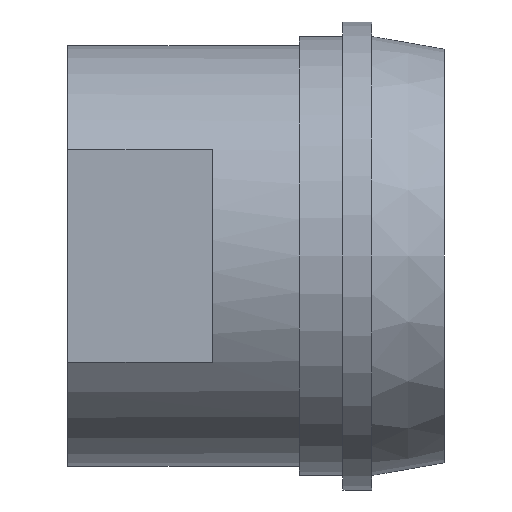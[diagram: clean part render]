
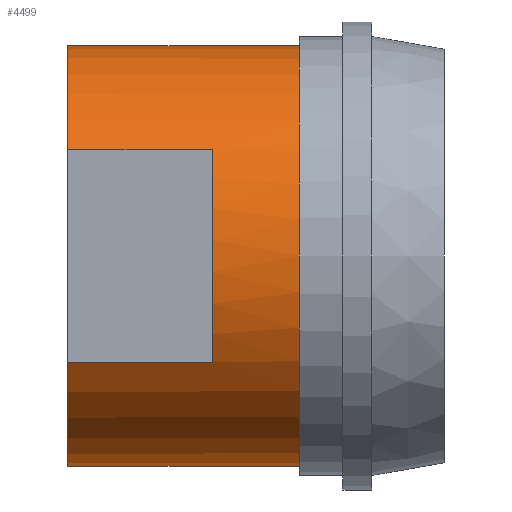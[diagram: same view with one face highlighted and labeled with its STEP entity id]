
A CAD part, front view. The second image highlights one B-rep face of the part: STEP entity #4499.
In plain terms, the highlighted cylindrical face has radius 14.5 mm (diameter 29 mm), a partial arc.
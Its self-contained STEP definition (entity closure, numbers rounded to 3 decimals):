
#129 = AXIS2_PLACEMENT_3D ( 'NONE', #1219, #3021, #2664 ) ;
#377 = LINE ( 'NONE', #1820, #1766 ) ;
#413 = DIRECTION ( 'NONE',  ( 0., 0., 1. ) ) ;
#445 = CARTESIAN_POINT ( 'NONE',  ( -45.952, 0., 0. ) ) ;
#479 = CARTESIAN_POINT ( 'NONE',  ( -45.952, -12.5, -7.348 ) ) ;
#499 = CARTESIAN_POINT ( 'NONE',  ( -45.952, -12.5, 7.348 ) ) ;
#503 = LINE ( 'NONE', #479, #4594 ) ;
#585 = CARTESIAN_POINT ( 'NONE',  ( -16., -12.5, 7.348 ) ) ;
#657 = EDGE_CURVE ( 'NONE', #3533, #1649, #1879, .T. ) ;
#739 = DIRECTION ( 'NONE',  ( -1., 0., 0. ) ) ;
#786 = DIRECTION ( 'NONE',  ( -1., 0., 0. ) ) ;
#1021 = CARTESIAN_POINT ( 'NONE',  ( -26., 0., 14.5 ) ) ;
#1088 = DIRECTION ( 'NONE',  ( -1., 0., 0. ) ) ;
#1124 = AXIS2_PLACEMENT_3D ( 'NONE', #445, #1088, #4072 ) ;
#1142 = EDGE_CURVE ( 'NONE', #4398, #3147, #2319, .T. ) ;
#1183 = LINE ( 'NONE', #3620, #3164 ) ;
#1188 = CARTESIAN_POINT ( 'NONE',  ( -26., 0., -14.5 ) ) ;
#1219 = CARTESIAN_POINT ( 'NONE',  ( -16., 0., 0. ) ) ;
#1227 = VECTOR ( 'NONE', #3360, 1000. ) ;
#1337 = CARTESIAN_POINT ( 'NONE',  ( -26., -12.5, -7.348 ) ) ;
#1350 = VERTEX_POINT ( 'NONE', #3020 ) ;
#1560 = AXIS2_PLACEMENT_3D ( 'NONE', #4581, #4554, #3442 ) ;
#1572 = EDGE_CURVE ( 'NONE', #4398, #4373, #2783, .T. ) ;
#1582 = ORIENTED_EDGE ( 'NONE', *, *, #2615, .F. ) ;
#1649 = VERTEX_POINT ( 'NONE', #1337 ) ;
#1766 = VECTOR ( 'NONE', #786, 1000. ) ;
#1820 = CARTESIAN_POINT ( 'NONE',  ( -45.952, 0., 14.5 ) ) ;
#1879 = CIRCLE ( 'NONE', #3699, 14.5 ) ;
#2097 = EDGE_CURVE ( 'NONE', #2519, #1649, #503, .T. ) ;
#2135 = ORIENTED_EDGE ( 'NONE', *, *, #1572, .F. ) ;
#2164 = CARTESIAN_POINT ( 'NONE',  ( -26., 0., 0. ) ) ;
#2245 = DIRECTION ( 'NONE',  ( 0., 0., 1. ) ) ;
#2277 = DIRECTION ( 'NONE',  ( -1., 0., 0. ) ) ;
#2319 = LINE ( 'NONE', #499, #1227 ) ;
#2321 = CIRCLE ( 'NONE', #129, 14.5 ) ;
#2332 = CARTESIAN_POINT ( 'NONE',  ( -16., -12.5, -7.348 ) ) ;
#2385 = VERTEX_POINT ( 'NONE', #4124 ) ;
#2519 = VERTEX_POINT ( 'NONE', #2332 ) ;
#2582 = ORIENTED_EDGE ( 'NONE', *, *, #1142, .T. ) ;
#2615 = EDGE_CURVE ( 'NONE', #2519, #3147, #2321, .T. ) ;
#2626 = CARTESIAN_POINT ( 'NONE',  ( -10., 0., 0. ) ) ;
#2664 = DIRECTION ( 'NONE',  ( 0., 0., -1. ) ) ;
#2760 = CIRCLE ( 'NONE', #3517, 14.5 ) ;
#2783 = CIRCLE ( 'NONE', #1560, 14.5 ) ;
#2930 = FACE_OUTER_BOUND ( 'NONE', #3082, .T. ) ;
#2948 = DIRECTION ( 'NONE',  ( -1., 0., 0. ) ) ;
#3020 = CARTESIAN_POINT ( 'NONE',  ( -10., 0., 14.5 ) ) ;
#3021 = DIRECTION ( 'NONE',  ( -1., 0., 0. ) ) ;
#3058 = ORIENTED_EDGE ( 'NONE', *, *, #3950, .T. ) ;
#3082 = EDGE_LOOP ( 'NONE', ( #4245, #3260, #3058, #2135, #2582, #1582, #3606, #3430 ) ) ;
#3147 = VERTEX_POINT ( 'NONE', #585 ) ;
#3164 = VECTOR ( 'NONE', #739, 1000. ) ;
#3245 = DIRECTION ( 'NONE',  ( -1., 0., 0. ) ) ;
#3260 = ORIENTED_EDGE ( 'NONE', *, *, #4036, .T. ) ;
#3360 = DIRECTION ( 'NONE',  ( 1., 0., 0. ) ) ;
#3430 = ORIENTED_EDGE ( 'NONE', *, *, #657, .F. ) ;
#3442 = DIRECTION ( 'NONE',  ( 0., 0., 1. ) ) ;
#3517 = AXIS2_PLACEMENT_3D ( 'NONE', #2626, #3245, #2245 ) ;
#3533 = VERTEX_POINT ( 'NONE', #1188 ) ;
#3606 = ORIENTED_EDGE ( 'NONE', *, *, #2097, .T. ) ;
#3620 = CARTESIAN_POINT ( 'NONE',  ( -45.952, 0., -14.5 ) ) ;
#3699 = AXIS2_PLACEMENT_3D ( 'NONE', #2164, #2948, #413 ) ;
#3946 = EDGE_CURVE ( 'NONE', #2385, #3533, #1183, .T. ) ;
#3950 = EDGE_CURVE ( 'NONE', #1350, #4373, #377, .T. ) ;
#4036 = EDGE_CURVE ( 'NONE', #2385, #1350, #2760, .T. ) ;
#4046 = CYLINDRICAL_SURFACE ( 'NONE', #1124, 14.5 ) ;
#4072 = DIRECTION ( 'NONE',  ( 0., 0., 1. ) ) ;
#4124 = CARTESIAN_POINT ( 'NONE',  ( -10., 0., -14.5 ) ) ;
#4245 = ORIENTED_EDGE ( 'NONE', *, *, #3946, .F. ) ;
#4373 = VERTEX_POINT ( 'NONE', #1021 ) ;
#4398 = VERTEX_POINT ( 'NONE', #4638 ) ;
#4499 = ADVANCED_FACE ( 'NONE', ( #2930 ), #4046, .T. ) ;
#4554 = DIRECTION ( 'NONE',  ( -1., 0., 0. ) ) ;
#4581 = CARTESIAN_POINT ( 'NONE',  ( -26., 0., 0. ) ) ;
#4594 = VECTOR ( 'NONE', #2277, 1000. ) ;
#4638 = CARTESIAN_POINT ( 'NONE',  ( -26., -12.5, 7.348 ) ) ;
